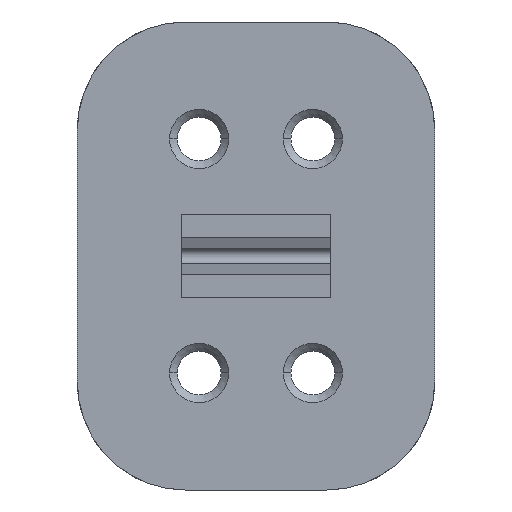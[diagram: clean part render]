
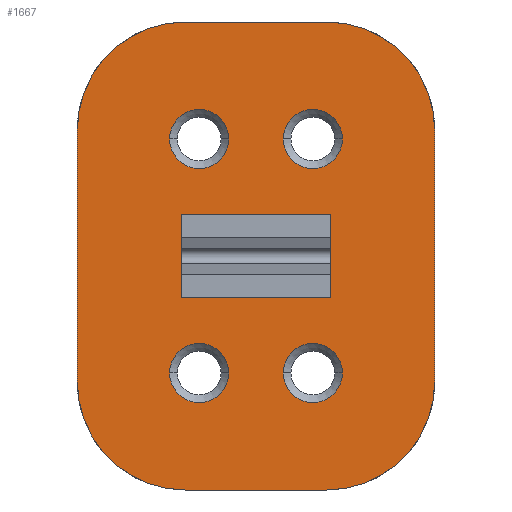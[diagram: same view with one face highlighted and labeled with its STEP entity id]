
A CAD part, front view. The second image highlights one B-rep face of the part: STEP entity #1667.
In plain terms, the highlighted planar face has unit normal (0, -1, 0).
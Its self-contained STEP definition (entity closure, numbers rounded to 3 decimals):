
#2=CARTESIAN_POINT('',(2.75,0.,-4.9));
#3=DIRECTION('',(0.,-1.,0.));
#4=DIRECTION('',(0.,0.,-1.));
#5=AXIS2_PLACEMENT_3D('',#2,#3,#4);
#7=DIRECTION('',(-1.,0.,0.));
#8=VECTOR('',#7,5.5);
#9=CARTESIAN_POINT('',(2.75,0.,-9.1));
#10=LINE('',#9,#8);
#11=CARTESIAN_POINT('',(-2.75,0.,-4.9));
#12=DIRECTION('',(0.,-1.,0.));
#13=DIRECTION('',(-1.,0.,0.));
#14=AXIS2_PLACEMENT_3D('',#11,#12,#13);
#16=DIRECTION('',(0.,0.,1.));
#17=VECTOR('',#16,9.8);
#18=CARTESIAN_POINT('',(-6.95,0.,-4.9));
#19=LINE('',#18,#17);
#20=CARTESIAN_POINT('',(-2.75,0.,4.9));
#21=DIRECTION('',(0.,-1.,0.));
#22=DIRECTION('',(0.,0.,1.));
#23=AXIS2_PLACEMENT_3D('',#20,#21,#22);
#25=DIRECTION('',(1.,0.,0.));
#26=VECTOR('',#25,5.5);
#27=CARTESIAN_POINT('',(-2.75,0.,9.1));
#28=LINE('',#27,#26);
#29=CARTESIAN_POINT('',(2.75,0.,4.9));
#30=DIRECTION('',(0.,-1.,0.));
#31=DIRECTION('',(1.,0.,0.));
#32=AXIS2_PLACEMENT_3D('',#29,#30,#31);
#34=DIRECTION('',(0.,0.,-1.));
#35=VECTOR('',#34,9.8);
#36=CARTESIAN_POINT('',(6.95,0.,4.9));
#37=LINE('',#36,#35);
#38=DIRECTION('',(0.,0.,-1.));
#39=VECTOR('',#38,3.2);
#40=CARTESIAN_POINT('',(-2.9,0.,1.6));
#41=LINE('',#40,#39);
#42=DIRECTION('',(1.,0.,0.));
#43=VECTOR('',#42,5.8);
#44=CARTESIAN_POINT('',(-2.9,0.,-1.6));
#45=LINE('',#44,#43);
#46=DIRECTION('',(0.,0.,-1.));
#47=VECTOR('',#46,3.2);
#48=CARTESIAN_POINT('',(2.9,0.,1.6));
#49=LINE('',#48,#47);
#50=DIRECTION('',(1.,0.,0.));
#51=VECTOR('',#50,5.8);
#52=CARTESIAN_POINT('',(-2.9,0.,1.6));
#53=LINE('',#52,#51);
#54=CARTESIAN_POINT('',(2.21,0.,4.55));
#55=DIRECTION('',(0.,1.,0.));
#56=DIRECTION('',(-1.,0.,0.));
#57=AXIS2_PLACEMENT_3D('',#54,#55,#56);
#59=CARTESIAN_POINT('',(2.21,0.,4.55));
#60=DIRECTION('',(0.,1.,0.));
#61=DIRECTION('',(1.,0.,0.));
#62=AXIS2_PLACEMENT_3D('',#59,#60,#61);
#64=CARTESIAN_POINT('',(-2.21,0.,4.55));
#65=DIRECTION('',(0.,1.,0.));
#66=DIRECTION('',(-1.,0.,0.));
#67=AXIS2_PLACEMENT_3D('',#64,#65,#66);
#69=CARTESIAN_POINT('',(-2.21,0.,4.55));
#70=DIRECTION('',(0.,1.,0.));
#71=DIRECTION('',(1.,0.,0.));
#72=AXIS2_PLACEMENT_3D('',#69,#70,#71);
#74=CARTESIAN_POINT('',(2.21,0.,-4.55));
#75=DIRECTION('',(0.,1.,0.));
#76=DIRECTION('',(1.,0.,0.));
#77=AXIS2_PLACEMENT_3D('',#74,#75,#76);
#79=CARTESIAN_POINT('',(2.21,0.,-4.55));
#80=DIRECTION('',(0.,1.,0.));
#81=DIRECTION('',(-1.,0.,0.));
#82=AXIS2_PLACEMENT_3D('',#79,#80,#81);
#84=CARTESIAN_POINT('',(-2.21,0.,-4.55));
#85=DIRECTION('',(0.,1.,0.));
#86=DIRECTION('',(1.,0.,0.));
#87=AXIS2_PLACEMENT_3D('',#84,#85,#86);
#89=CARTESIAN_POINT('',(-2.21,0.,-4.55));
#90=DIRECTION('',(0.,1.,0.));
#91=DIRECTION('',(-1.,0.,0.));
#92=AXIS2_PLACEMENT_3D('',#89,#90,#91);
#1314=CARTESIAN_POINT('',(2.75,0.,-9.1));
#1315=CARTESIAN_POINT('',(6.95,0.,-4.9));
#1316=VERTEX_POINT('',#1314);
#1317=VERTEX_POINT('',#1315);
#1318=CARTESIAN_POINT('',(-6.95,0.,-4.9));
#1319=CARTESIAN_POINT('',(-2.75,0.,-9.1));
#1320=VERTEX_POINT('',#1318);
#1321=VERTEX_POINT('',#1319);
#1322=CARTESIAN_POINT('',(-2.75,0.,9.1));
#1323=CARTESIAN_POINT('',(-6.95,0.,4.9));
#1324=VERTEX_POINT('',#1322);
#1325=VERTEX_POINT('',#1323);
#1326=CARTESIAN_POINT('',(6.95,0.,4.9));
#1327=CARTESIAN_POINT('',(2.75,0.,9.1));
#1328=VERTEX_POINT('',#1326);
#1329=VERTEX_POINT('',#1327);
#1338=CARTESIAN_POINT('',(-2.9,0.,1.6));
#1339=CARTESIAN_POINT('',(-2.9,0.,-1.6));
#1340=VERTEX_POINT('',#1338);
#1341=VERTEX_POINT('',#1339);
#1342=CARTESIAN_POINT('',(2.9,0.,1.6));
#1343=CARTESIAN_POINT('',(2.9,0.,-1.6));
#1344=VERTEX_POINT('',#1342);
#1345=VERTEX_POINT('',#1343);
#1474=CARTESIAN_POINT('',(1.06,0.,4.55));
#1475=CARTESIAN_POINT('',(3.36,0.,4.55));
#1476=VERTEX_POINT('',#1474);
#1477=VERTEX_POINT('',#1475);
#1482=CARTESIAN_POINT('',(-3.36,0.,4.55));
#1483=CARTESIAN_POINT('',(-1.06,0.,4.55));
#1484=VERTEX_POINT('',#1482);
#1485=VERTEX_POINT('',#1483);
#1490=CARTESIAN_POINT('',(3.36,0.,-4.55));
#1491=CARTESIAN_POINT('',(1.06,0.,-4.55));
#1492=VERTEX_POINT('',#1490);
#1493=VERTEX_POINT('',#1491);
#1498=CARTESIAN_POINT('',(-1.06,0.,-4.55));
#1499=CARTESIAN_POINT('',(-3.36,0.,-4.55));
#1500=VERTEX_POINT('',#1498);
#1501=VERTEX_POINT('',#1499);
#1610=CARTESIAN_POINT('',(0.,0.,0.));
#1611=DIRECTION('',(0.,1.,0.));
#1612=DIRECTION('',(1.,0.,0.));
#1613=AXIS2_PLACEMENT_3D('',#1610,#1611,#1612);
#1614=PLANE('',#1613);
#1616=ORIENTED_EDGE('',*,*,#1615,.F.);
#1618=ORIENTED_EDGE('',*,*,#1617,.T.);
#1620=ORIENTED_EDGE('',*,*,#1619,.F.);
#1622=ORIENTED_EDGE('',*,*,#1621,.T.);
#1624=ORIENTED_EDGE('',*,*,#1623,.F.);
#1626=ORIENTED_EDGE('',*,*,#1625,.T.);
#1628=ORIENTED_EDGE('',*,*,#1627,.F.);
#1630=ORIENTED_EDGE('',*,*,#1629,.T.);
#1631=EDGE_LOOP('',(#1616,#1618,#1620,#1622,#1624,#1626,#1628,#1630));
#1632=FACE_OUTER_BOUND('',#1631,.F.);
#1634=ORIENTED_EDGE('',*,*,#1633,.T.);
#1636=ORIENTED_EDGE('',*,*,#1635,.T.);
#1638=ORIENTED_EDGE('',*,*,#1637,.F.);
#1640=ORIENTED_EDGE('',*,*,#1639,.F.);
#1641=EDGE_LOOP('',(#1634,#1636,#1638,#1640));
#1642=FACE_BOUND('',#1641,.F.);
#1644=ORIENTED_EDGE('',*,*,#1643,.F.);
#1646=ORIENTED_EDGE('',*,*,#1645,.F.);
#1647=EDGE_LOOP('',(#1644,#1646));
#1648=FACE_BOUND('',#1647,.F.);
#1650=ORIENTED_EDGE('',*,*,#1649,.F.);
#1652=ORIENTED_EDGE('',*,*,#1651,.F.);
#1653=EDGE_LOOP('',(#1650,#1652));
#1654=FACE_BOUND('',#1653,.F.);
#1656=ORIENTED_EDGE('',*,*,#1655,.F.);
#1658=ORIENTED_EDGE('',*,*,#1657,.F.);
#1659=EDGE_LOOP('',(#1656,#1658));
#1660=FACE_BOUND('',#1659,.F.);
#1662=ORIENTED_EDGE('',*,*,#1661,.F.);
#1664=ORIENTED_EDGE('',*,*,#1663,.F.);
#1665=EDGE_LOOP('',(#1662,#1664));
#1666=FACE_BOUND('',#1665,.F.);
#1667=ADVANCED_FACE('',(#1632,#1642,#1648,#1654,#1660,#1666),#1614,.F.);
#6=CIRCLE('',#5,4.2);
#15=CIRCLE('',#14,4.2);
#24=CIRCLE('',#23,4.2);
#33=CIRCLE('',#32,4.2);
#58=CIRCLE('',#57,1.15);
#63=CIRCLE('',#62,1.15);
#68=CIRCLE('',#67,1.15);
#73=CIRCLE('',#72,1.15);
#78=CIRCLE('',#77,1.15);
#83=CIRCLE('',#82,1.15);
#88=CIRCLE('',#87,1.15);
#93=CIRCLE('',#92,1.15);
#1615=EDGE_CURVE('',#1316,#1317,#6,.T.);
#1617=EDGE_CURVE('',#1316,#1321,#10,.T.);
#1619=EDGE_CURVE('',#1320,#1321,#15,.T.);
#1621=EDGE_CURVE('',#1320,#1325,#19,.T.);
#1623=EDGE_CURVE('',#1324,#1325,#24,.T.);
#1625=EDGE_CURVE('',#1324,#1329,#28,.T.);
#1627=EDGE_CURVE('',#1328,#1329,#33,.T.);
#1629=EDGE_CURVE('',#1328,#1317,#37,.T.);
#1633=EDGE_CURVE('',#1340,#1341,#41,.T.);
#1635=EDGE_CURVE('',#1341,#1345,#45,.T.);
#1637=EDGE_CURVE('',#1344,#1345,#49,.T.);
#1639=EDGE_CURVE('',#1340,#1344,#53,.T.);
#1643=EDGE_CURVE('',#1476,#1477,#58,.T.);
#1645=EDGE_CURVE('',#1477,#1476,#63,.T.);
#1649=EDGE_CURVE('',#1484,#1485,#68,.T.);
#1651=EDGE_CURVE('',#1485,#1484,#73,.T.);
#1655=EDGE_CURVE('',#1492,#1493,#78,.T.);
#1657=EDGE_CURVE('',#1493,#1492,#83,.T.);
#1661=EDGE_CURVE('',#1500,#1501,#88,.T.);
#1663=EDGE_CURVE('',#1501,#1500,#93,.T.);
